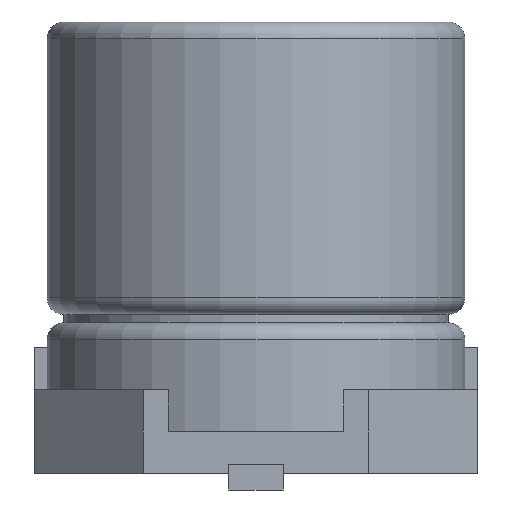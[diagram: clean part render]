
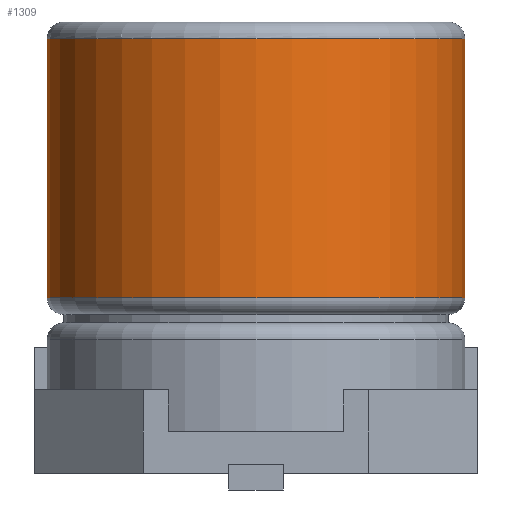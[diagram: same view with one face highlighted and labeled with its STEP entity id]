
A CAD part, front view. The second image highlights one B-rep face of the part: STEP entity #1309.
In plain terms, the highlighted cylindrical face has radius 2.5 mm (diameter 5 mm), a full revolution.
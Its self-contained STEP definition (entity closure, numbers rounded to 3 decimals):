
#1309 = ADVANCED_FACE('',(#1310),#1337,.T.);
#1310 = FACE_BOUND('',#1311,.F.);
#1311 = EDGE_LOOP('',(#1312,#1322,#1329,#1330));
#1312 = ORIENTED_EDGE('',*,*,#1313,.T.);
#1313 = EDGE_CURVE('',#1314,#1316,#1318,.T.);
#1314 = VERTEX_POINT('',#1315);
#1315 = CARTESIAN_POINT('',(2.5,0.,2.099));
#1316 = VERTEX_POINT('',#1317);
#1317 = CARTESIAN_POINT('',(2.5,0.,5.2));
#1318 = LINE('',#1319,#1320);
#1319 = CARTESIAN_POINT('',(2.5,0.,1.9));
#1320 = VECTOR('',#1321,1.);
#1321 = DIRECTION('',(0.,0.,1.));
#1322 = ORIENTED_EDGE('',*,*,#1323,.T.);
#1323 = EDGE_CURVE('',#1316,#1316,#1324,.T.);
#1324 = CIRCLE('',#1325,2.5);
#1325 = AXIS2_PLACEMENT_3D('',#1326,#1327,#1328);
#1326 = CARTESIAN_POINT('',(0.,0.,5.2));
#1327 = DIRECTION('',(0.,0.,1.));
#1328 = DIRECTION('',(1.,0.,0.));
#1329 = ORIENTED_EDGE('',*,*,#1313,.F.);
#1330 = ORIENTED_EDGE('',*,*,#1331,.F.);
#1331 = EDGE_CURVE('',#1314,#1314,#1332,.T.);
#1332 = CIRCLE('',#1333,2.5);
#1333 = AXIS2_PLACEMENT_3D('',#1334,#1335,#1336);
#1334 = CARTESIAN_POINT('',(0.,0.,2.099));
#1335 = DIRECTION('',(0.,0.,1.));
#1336 = DIRECTION('',(1.,0.,0.));
#1337 = CYLINDRICAL_SURFACE('',#1338,2.5);
#1338 = AXIS2_PLACEMENT_3D('',#1339,#1340,#1341);
#1339 = CARTESIAN_POINT('',(0.,0.,1.9));
#1340 = DIRECTION('',(-0.,-0.,-1.));
#1341 = DIRECTION('',(1.,0.,0.));
